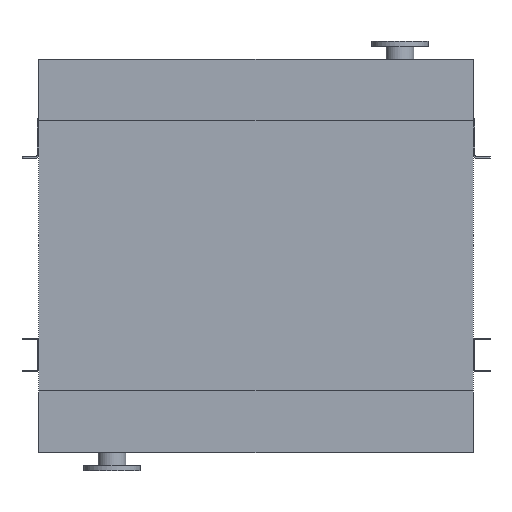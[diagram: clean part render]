
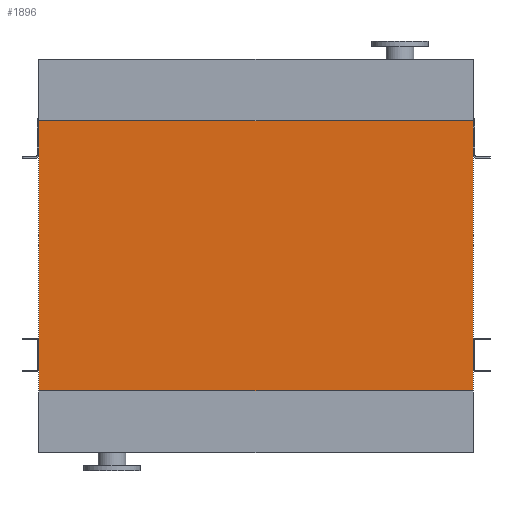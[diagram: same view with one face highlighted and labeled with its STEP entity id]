
A CAD part, front view. The second image highlights one B-rep face of the part: STEP entity #1896.
In plain terms, the highlighted planar face has unit normal (0, -1, 0).
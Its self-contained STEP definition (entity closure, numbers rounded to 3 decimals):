
#48 = CARTESIAN_POINT ( 'NONE',  ( 845., 0., -1050. ) ) ;
#81 = DIRECTION ( 'NONE',  ( 0., -1., 0. ) ) ;
#365 = AXIS2_PLACEMENT_3D ( 'NONE', #9196, #81, #12329 ) ;
#415 = CARTESIAN_POINT ( 'NONE',  ( -845., 0., -1050. ) ) ;
#590 = EDGE_CURVE ( 'NONE', #10207, #704, #1907, .T. ) ;
#684 = CARTESIAN_POINT ( 'NONE',  ( -845., 0., -1050. ) ) ;
#704 = VERTEX_POINT ( 'NONE', #12356 ) ;
#914 = DIRECTION ( 'NONE',  ( 0., 0., 1. ) ) ;
#1896 = ADVANCED_FACE ( 'NONE', ( #3211 ), #8269, .T. ) ;
#1907 = LINE ( 'NONE', #48, #7968 ) ;
#1987 = VERTEX_POINT ( 'NONE', #415 ) ;
#2605 = VERTEX_POINT ( 'NONE', #6980 ) ;
#2722 = LINE ( 'NONE', #5658, #4375 ) ;
#2769 = ORIENTED_EDGE ( 'NONE', *, *, #6889, .T. ) ;
#3106 = VECTOR ( 'NONE', #4434, 1000. ) ;
#3211 = FACE_OUTER_BOUND ( 'NONE', #9662, .T. ) ;
#3663 = DIRECTION ( 'NONE',  ( 1., 0., 0. ) ) ;
#4375 = VECTOR ( 'NONE', #3663, 1000. ) ;
#4434 = DIRECTION ( 'NONE',  ( 1., 0., 0. ) ) ;
#4477 = VECTOR ( 'NONE', #7737, 1000. ) ;
#4744 = LINE ( 'NONE', #684, #4477 ) ;
#5126 = EDGE_CURVE ( 'NONE', #1987, #2605, #4744, .T. ) ;
#5658 = CARTESIAN_POINT ( 'NONE',  ( -845., 0., -1050. ) ) ;
#6889 = EDGE_CURVE ( 'NONE', #1987, #10207, #2722, .T. ) ;
#6980 = CARTESIAN_POINT ( 'NONE',  ( -845., 0., 0. ) ) ;
#7306 = ORIENTED_EDGE ( 'NONE', *, *, #5126, .F. ) ;
#7737 = DIRECTION ( 'NONE',  ( 0., 0., 1. ) ) ;
#7968 = VECTOR ( 'NONE', #914, 1000. ) ;
#8261 = ORIENTED_EDGE ( 'NONE', *, *, #10589, .F. ) ;
#8269 = PLANE ( 'NONE',  #365 ) ;
#9196 = CARTESIAN_POINT ( 'NONE',  ( -845., 0., -1050. ) ) ;
#9639 = CARTESIAN_POINT ( 'NONE',  ( 845., 0., -1050. ) ) ;
#9662 = EDGE_LOOP ( 'NONE', ( #8261, #7306, #2769, #12234 ) ) ;
#10207 = VERTEX_POINT ( 'NONE', #9639 ) ;
#10589 = EDGE_CURVE ( 'NONE', #2605, #704, #11503, .T. ) ;
#11503 = LINE ( 'NONE', #12627, #3106 ) ;
#12234 = ORIENTED_EDGE ( 'NONE', *, *, #590, .T. ) ;
#12329 = DIRECTION ( 'NONE',  ( 0., 0., -1. ) ) ;
#12356 = CARTESIAN_POINT ( 'NONE',  ( 845., 0., 0. ) ) ;
#12627 = CARTESIAN_POINT ( 'NONE',  ( -845., 0., 0. ) ) ;
